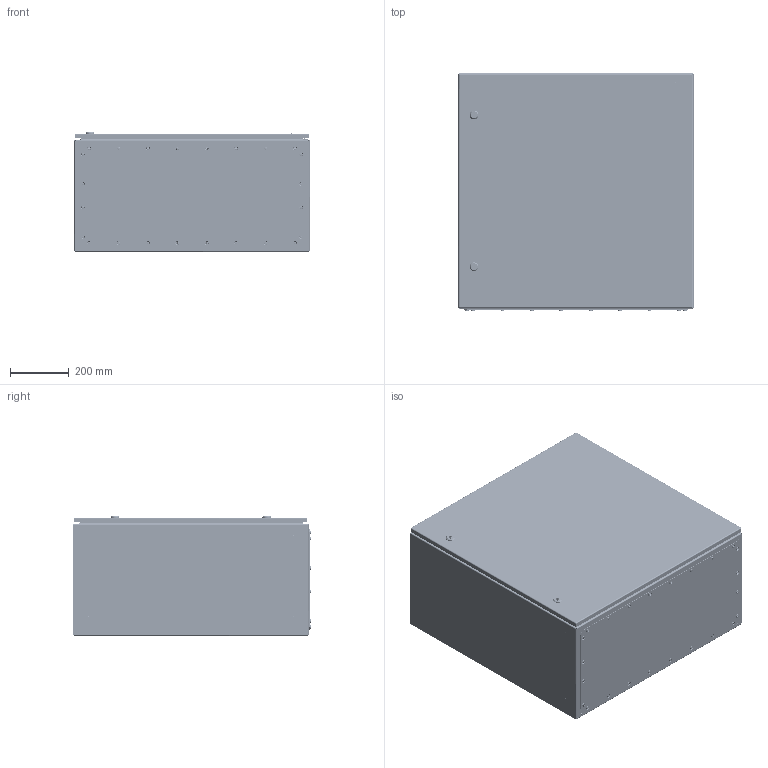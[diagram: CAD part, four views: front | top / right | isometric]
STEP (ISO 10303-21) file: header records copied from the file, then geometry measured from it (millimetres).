
FILE_DESCRIPTION (( 'STEP AP203' ), '1' );
FILE_NAME ('U3170080804 Êîðïóñ UC2M 80.80.40 IP66 (752.000.317).STEP', '2022-04-29T10:52:36', ( '' ), ( '' ), 'SwSTEP 2.0', 'SolidWorks 2017', '' );
FILE_SCHEMA (( 'CONFIG_CONTROL_DESIGN' ));
Length unit declared in the file: millimetre
Products named in the file (38): Øòèôò ïåòëè 4-119 Dirak; 蹴濋趌5915_M8; Îñíîâàíèå ïåòëè 4-119 Dirak; 019-99 Ïëàíêà z-îáðàçíàÿ_04 (80); 蹴濋趌5915_M5; Ïåòëÿ 4-119 Dirak_00; ﾇ瑟鶴 Mesan 060-1-1-13-33_00; 012-1798 眈翴錪 鳱歑膱 UC2_01 (80.80); 扻豵鵨_п-1; 010-329 Ïàíåëü ìîíòàæíàÿ UC2_01 (80.80); Øàéáà íåéëîí Ø028_Œ5; 嵑殧趌6402_8; 040-116 Âèíò ñïåöèàëüíûé ST 4,8x9; 008-403 Ñòåíêà ïðîôèëüíàÿ UC2_03 (80.80.40); Ñòîïîðíàÿ âòóëêà ïåòëè 4-119 Dirak; 000.241.263 署赅 UC2_02 (80.40); Âòóëêà ïåòëè 4-119 Dirak; 027-191 署赅 UC2_02 (80.40); U3170080804 扻豵鵨 UC2M 80.80.40 IP66 (752.000.317); 嵑殧趌11371_6; 椻壚樇襝鴀 Mesan 33; 056-276 椯鴀殣罻 UC2_03 (80.80.40); 嵑殧趌11371_8; 000.241.262 署赅 UC2_02 (80.40); Øïèëüêà çàçåìëåíèÿ CKF CS_Œ6å16; ч蜱齁罻 ST-9; ч蜱齁罻 ST-6; 000.210.366 Îñíîâàíèå äâåðêè UC2_01 (80.80); 嵑殧趌11371_5; 003-393 Ñòåíêà íèæíÿÿ UC2_07 (00.80); Øïèëüêà ðåçüáîâàÿ Ì6_Œ6å12; 000.113.108 忺謤僔 UC2_03 (80.80.40); Óïëîòíèòåëü ÏÏÓ äâåðêè UC2_28 (80.80); Øàéáà íåéëîí Ø028_Œ6; Øïèëüêà ðåçüáîâàÿ Ì6_Œ8å30; 鎔艜_17473_M6x12; Óïëîòíèòåëü ÏÏÓ êðûøêè UC2Ì_29 (80.40); 000.207.189 攜歑罻 UC2_01 (80.80)
Assembly tree (148 placements, depth 4):
  U3170080804 扻豵鵨 UC2M 80.80.40 IP66 (752.000.317)
    000.113.108 忺謤僔 UC2_03 (80.80.40)
      008-403 Ñòåíêà ïðîôèëüíàÿ UC2_03 (80.80.40)
      003-393 Ñòåíêà íèæíÿÿ UC2_07 (00.80)
      Øïèëüêà ðåçüáîâàÿ Ì6_Œ8å30  x6
      Øïèëüêà ðåçüáîâàÿ Ì6_Œ6å12  x8
      Øïèëüêà çàçåìëåíèÿ CKF CS_Œ6å16  x2
    000.207.189 攜歑罻 UC2_01 (80.80)
      000.210.366 Îñíîâàíèå äâåðêè UC2_01 (80.80)
        012-1798 眈翴錪 鳱歑膱 UC2_01 (80.80)
        019-99 Ïëàíêà z-îáðàçíàÿ_04 (80)  x2
        Âòóëêà ïåòëè 4-119 Dirak  x2
        Øïèëüêà çàçåìëåíèÿ CKF CS_Œ6å16  x2
      Óïëîòíèòåëü ÏÏÓ äâåðêè UC2_28 (80.80)
      ﾇ瑟鶴 Mesan 060-1-1-13-33_00  x2
        扻豵鵨_п-1
        椻壚樇襝鴀 Mesan 33
        嵑殧趌11371_6
        鎔艜_17473_M6x12
    Ïåòëÿ 4-119 Dirak_00  x2
      Âòóëêà ïåòëè 4-119 Dirak
      Øòèôò ïåòëè 4-119 Dirak
      Îñíîâàíèå ïåòëè 4-119 Dirak
      Ñòîïîðíàÿ âòóëêà ïåòëè 4-119 Dirak
    嵑殧趌11371_5  x4
    Øàéáà íåéëîí Ø028_Œ5  x4
    蹴濋趌5915_M5  x4
    ч蜱齁罻 ST-6  x6
    ч蜱齁罻 ST-9  x4
    010-329 Ïàíåëü ìîíòàæíàÿ UC2_01 (80.80)
    蹴濋趌5915_M8  x18
    嵑殧趌11371_8  x6
    嵑殧趌6402_8  x6
    000.241.262 署赅 UC2_02 (80.40)
      000.241.263 署赅 UC2_02 (80.40)
        027-191 署赅 UC2_02 (80.40)
        Øïèëüêà çàçåìëåíèÿ CKF CS_Œ6å16
      Óïëîòíèòåëü ÏÏÓ êðûøêè UC2Ì_29 (80.40)
    040-116 Âèíò ñïåöèàëüíûé ST 4,8x9  x24
    Øàéáà íåéëîí Ø028_Œ6  x24
    056-276 椯鴀殣罻 UC2_03 (80.80.40)
Bounding box: 800.6 x 807.22 x 407.25 mm (x, y, z)
Volume: 5509621.8 mm3; surface area: 6813186.5 mm2
Topology: 147 solids, 149 shells, 6660 faces, 15492 edges, 9260 vertices
Faces by surface type: plane 2047, cylinder 1954, bspline 1501, cone 438, sphere 408, torus 312
Entity records: 114282 total; most frequent: CARTESIAN_POINT 51496, ORIENTED_EDGE 12250, DIRECTION 9860, EDGE_CURVE 6125, VERTEX_POINT 3944, VECTOR 3538, LINE 3538, AXIS2_PLACEMENT_3D 3161
